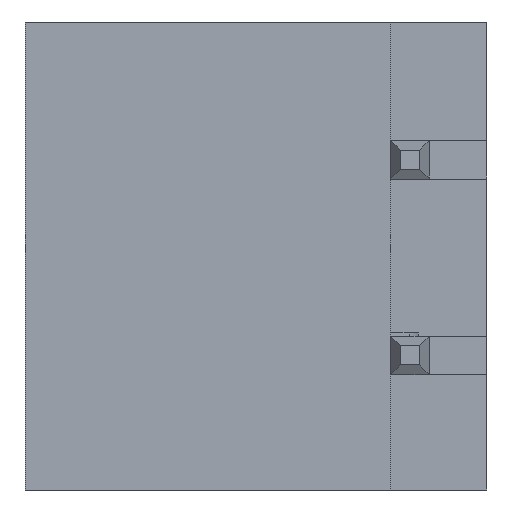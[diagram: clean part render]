
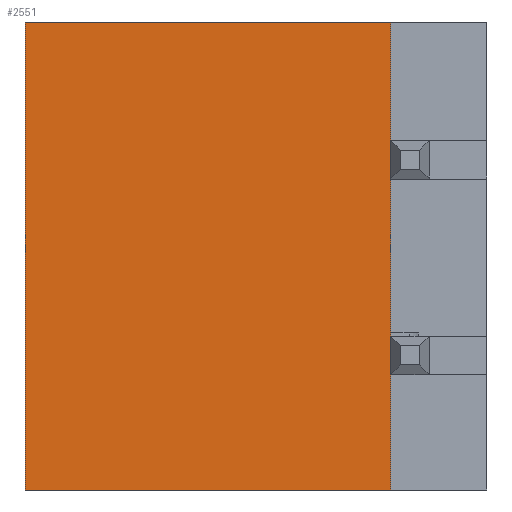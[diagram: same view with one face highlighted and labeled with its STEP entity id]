
A CAD part, front view. The second image highlights one B-rep face of the part: STEP entity #2551.
In plain terms, the highlighted planar face has unit normal (0, -1, 0).
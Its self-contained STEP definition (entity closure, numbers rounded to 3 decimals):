
#44=PLANE('',#2759);
#164=FACE_OUTER_BOUND('',#300,.T.);
#300=EDGE_LOOP('',(#1847,#1848,#1849,#1850));
#498=LINE('',#3908,#775);
#516=LINE('',#3942,#793);
#517=LINE('',#3944,#794);
#518=LINE('',#3945,#795);
#775=VECTOR('',#3156,1000.);
#793=VECTOR('',#3180,1000.);
#794=VECTOR('',#3181,1000.);
#795=VECTOR('',#3182,1000.);
#1163=VERTEX_POINT('',#3905);
#1164=VERTEX_POINT('',#3907);
#1177=VERTEX_POINT('',#3941);
#1178=VERTEX_POINT('',#3943);
#1420=EDGE_CURVE('',#1164,#1163,#498,.T.);
#1438=EDGE_CURVE('',#1163,#1177,#516,.T.);
#1439=EDGE_CURVE('',#1177,#1178,#517,.T.);
#1440=EDGE_CURVE('',#1164,#1178,#518,.T.);
#1847=ORIENTED_EDGE('',*,*,#1438,.T.);
#1848=ORIENTED_EDGE('',*,*,#1439,.T.);
#1849=ORIENTED_EDGE('',*,*,#1440,.F.);
#1850=ORIENTED_EDGE('',*,*,#1420,.T.);
#2551=ADVANCED_FACE('',(#164),#44,.F.);
#2759=AXIS2_PLACEMENT_3D('',#3940,#3178,#3179);
#3156=DIRECTION('',(0.,0.,-1.));
#3178=DIRECTION('center_axis',(0.,1.,0.));
#3179=DIRECTION('ref_axis',(0.,0.,1.));
#3180=DIRECTION('',(1.,0.,0.));
#3181=DIRECTION('',(0.,0.,1.));
#3182=DIRECTION('',(1.,0.,0.));
#3905=CARTESIAN_POINT('',(-4.75,0.,-6.08));
#3907=CARTESIAN_POINT('',(-4.75,0.,6.08));
#3908=CARTESIAN_POINT('',(-4.75,0.,6.08));
#3940=CARTESIAN_POINT('Origin',(-4.75,0.,6.08));
#3941=CARTESIAN_POINT('',(4.75,0.,-6.08));
#3942=CARTESIAN_POINT('',(-4.75,0.,-6.08));
#3943=CARTESIAN_POINT('',(4.75,0.,6.08));
#3944=CARTESIAN_POINT('',(4.75,0.,-6.08));
#3945=CARTESIAN_POINT('',(-4.75,0.,6.08));
